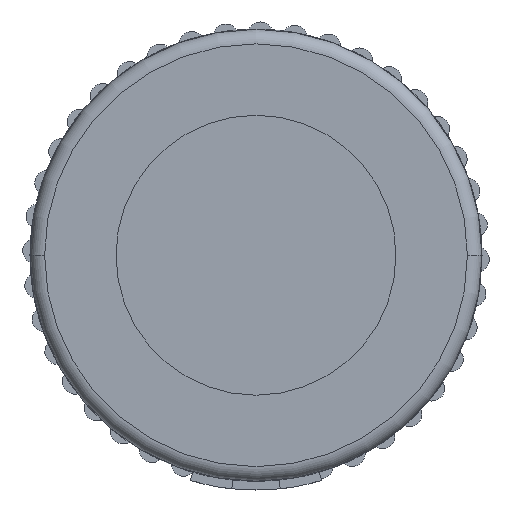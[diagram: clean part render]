
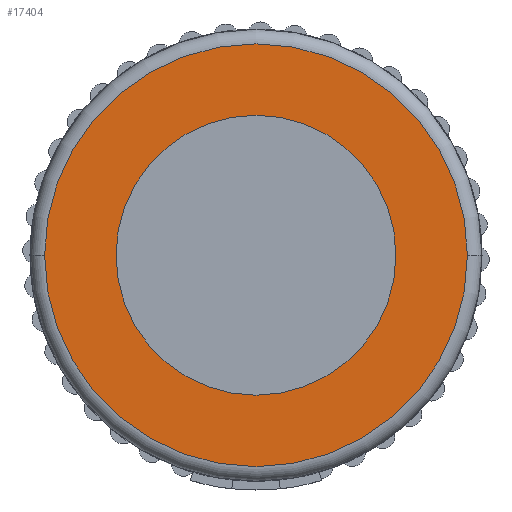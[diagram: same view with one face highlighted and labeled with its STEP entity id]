
A CAD part, front view. The second image highlights one B-rep face of the part: STEP entity #17404.
In plain terms, the highlighted planar face has unit normal (0, -1, 0).
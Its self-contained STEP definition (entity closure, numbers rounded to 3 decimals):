
#95 = AXIS2_PLACEMENT_3D ( 'NONE', #20465, #10784, #1096 ) ;
#132 = CIRCLE ( 'NONE', #6725, 4.8 ) ;
#454 = EDGE_LOOP ( 'NONE', ( #20599, #663 ) ) ;
#663 = ORIENTED_EDGE ( 'NONE', *, *, #7869, .F. ) ;
#954 = ORIENTED_EDGE ( 'NONE', *, *, #5321, .T. ) ;
#1096 = DIRECTION ( 'NONE',  ( 1., 0., 0. ) ) ;
#1299 = ORIENTED_EDGE ( 'NONE', *, *, #15016, .T. ) ;
#1395 = EDGE_LOOP ( 'NONE', ( #954, #1299 ) ) ;
#1557 = CARTESIAN_POINT ( 'NONE',  ( 0., -30.4, 0. ) ) ;
#2307 = VERTEX_POINT ( 'NONE', #14753 ) ;
#2776 = CIRCLE ( 'NONE', #15389, 7.25 ) ;
#2942 = AXIS2_PLACEMENT_3D ( 'NONE', #7957, #17553, #14154 ) ;
#3398 = CIRCLE ( 'NONE', #95, 7.25 ) ;
#4703 = VERTEX_POINT ( 'NONE', #11571 ) ;
#4828 = DIRECTION ( 'NONE',  ( 0., -1., 0. ) ) ;
#5321 = EDGE_CURVE ( 'NONE', #4703, #10321, #2776, .T. ) ;
#6725 = AXIS2_PLACEMENT_3D ( 'NONE', #18786, #9126, #20436 ) ;
#7869 = EDGE_CURVE ( 'NONE', #2307, #13723, #17841, .T. ) ;
#7957 = CARTESIAN_POINT ( 'NONE',  ( 0., -30.4, 0. ) ) ;
#9093 = CARTESIAN_POINT ( 'NONE',  ( -4.8, -30.4, 0. ) ) ;
#9126 = DIRECTION ( 'NONE',  ( 0., -1., 0. ) ) ;
#9952 = CARTESIAN_POINT ( 'NONE',  ( -7.25, -30.4, 0. ) ) ;
#10167 = FACE_OUTER_BOUND ( 'NONE', #1395, .T. ) ;
#10321 = VERTEX_POINT ( 'NONE', #9952 ) ;
#10784 = DIRECTION ( 'NONE',  ( 0., -1., 0. ) ) ;
#11571 = CARTESIAN_POINT ( 'NONE',  ( 7.25, -30.4, 0. ) ) ;
#13230 = DIRECTION ( 'NONE',  ( 0., -1., 0. ) ) ;
#13234 = DIRECTION ( 'NONE',  ( 1., 0., 0. ) ) ;
#13256 = CARTESIAN_POINT ( 'NONE',  ( 0., -30.4, 0. ) ) ;
#13723 = VERTEX_POINT ( 'NONE', #9093 ) ;
#14154 = DIRECTION ( 'NONE',  ( 1., 0., 0. ) ) ;
#14538 = PLANE ( 'NONE',  #19839 ) ;
#14753 = CARTESIAN_POINT ( 'NONE',  ( 4.8, -30.4, 0. ) ) ;
#15016 = EDGE_CURVE ( 'NONE', #10321, #4703, #3398, .T. ) ;
#15389 = AXIS2_PLACEMENT_3D ( 'NONE', #13256, #13230, #13234 ) ;
#16141 = DIRECTION ( 'NONE',  ( 1., 0., 0. ) ) ;
#17404 = ADVANCED_FACE ( 'NONE', ( #10167, #17730 ), #14538, .T. ) ;
#17553 = DIRECTION ( 'NONE',  ( 0., -1., 0. ) ) ;
#17730 = FACE_BOUND ( 'NONE', #454, .T. ) ;
#17841 = CIRCLE ( 'NONE', #2942, 4.8 ) ;
#18786 = CARTESIAN_POINT ( 'NONE',  ( 0., -30.4, 0. ) ) ;
#19839 = AXIS2_PLACEMENT_3D ( 'NONE', #1557, #4828, #16141 ) ;
#20007 = EDGE_CURVE ( 'NONE', #13723, #2307, #132, .T. ) ;
#20436 = DIRECTION ( 'NONE',  ( 1., 0., 0. ) ) ;
#20465 = CARTESIAN_POINT ( 'NONE',  ( 0., -30.4, 0. ) ) ;
#20599 = ORIENTED_EDGE ( 'NONE', *, *, #20007, .F. ) ;
